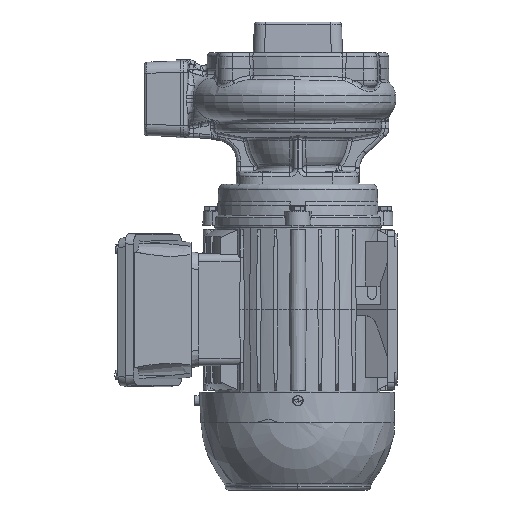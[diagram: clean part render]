
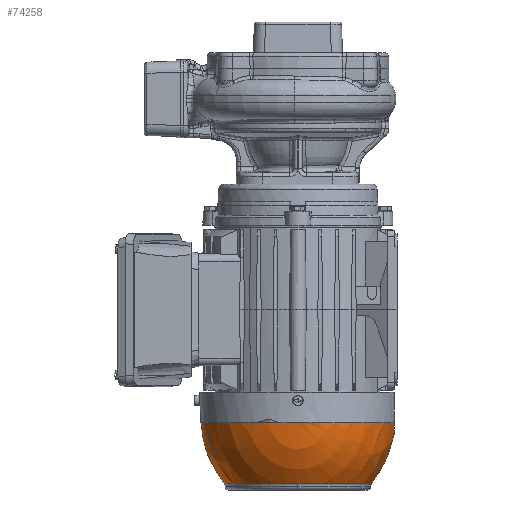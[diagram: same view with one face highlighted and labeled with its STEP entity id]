
A CAD part, left-side view. The second image highlights one B-rep face of the part: STEP entity #74258.
In plain terms, the highlighted spherical face has radius 69.676 mm.
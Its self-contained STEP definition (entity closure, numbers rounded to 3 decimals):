
#16576=CARTESIAN_POINT('',(0.,0.,-231.824));
#16577=DIRECTION('',(0.,0.,-1.));
#16578=DIRECTION('',(-0.137,-0.991,0.));
#16579=AXIS2_PLACEMENT_3D('',#16576,#16577,#16578);
#16966=CARTESIAN_POINT('',(0.,-69.,-230.));
#16967=DIRECTION('',(0.,-1.,0.));
#16968=DIRECTION('',(-0.982,0.,-0.188));
#16969=AXIS2_PLACEMENT_3D('',#16966,#16967,#16968);
#16971=CARTESIAN_POINT('',(0.,0.,-275.682));
#16972=DIRECTION('',(0.,0.,-1.));
#16973=DIRECTION('',(1.,0.,0.));
#16974=AXIS2_PLACEMENT_3D('',#16971,#16972,#16973);
#16976=CARTESIAN_POINT('',(0.,0.,-275.682));
#16977=DIRECTION('',(0.,0.,-1.));
#16978=DIRECTION('',(-1.,0.,0.));
#16979=AXIS2_PLACEMENT_3D('',#16976,#16977,#16978);
#16981=CARTESIAN_POINT('',(9.51,-69.,-231.824));
#16993=CARTESIAN_POINT('',(-9.51,-69.,-231.824));
#35639=VERTEX_POINT('',#16993);
#35998=VERTEX_POINT('',#16981);
#37149=CARTESIAN_POINT('',(-52.611,0.,
-275.682));
#37150=VERTEX_POINT('',#37149);
#37151=CARTESIAN_POINT('',(52.611,0.,
-275.682));
#37152=VERTEX_POINT('',#37151);
#74242=CARTESIAN_POINT('',(0.,0.,-230.));
#74243=DIRECTION('',(1.,0.,0.));
#74244=DIRECTION('',(0.,1.,0.));
#74245=AXIS2_PLACEMENT_3D('',#74242,#74243,#74244);
#74246=SPHERICAL_SURFACE('',#74245,69.676);
#74247=ORIENTED_EDGE('',*,*,#74202,.F.);
#74249=ORIENTED_EDGE('',*,*,#74248,.T.);
#74250=EDGE_LOOP('',(#74247,#74249));
#74251=FACE_OUTER_BOUND('',#74250,.F.);
#74253=ORIENTED_EDGE('',*,*,#74252,.T.);
#74255=ORIENTED_EDGE('',*,*,#74254,.T.);
#74256=EDGE_LOOP('',(#74253,#74255));
#74257=FACE_BOUND('',#74256,.F.);
#74258=ADVANCED_FACE('',(#74251,#74257),#74246,.T.);
#16580=CIRCLE('',#16579,69.652);
#16970=CIRCLE('',#16969,9.684);
#16975=CIRCLE('',#16974,52.611);
#16980=CIRCLE('',#16979,52.611);
#74202=EDGE_CURVE('',#35639,#35998,#16580,.T.);
#74248=EDGE_CURVE('',#35639,#35998,#16970,.T.);
#74252=EDGE_CURVE('',#37152,#37150,#16975,.T.);
#74254=EDGE_CURVE('',#37150,#37152,#16980,.T.);
